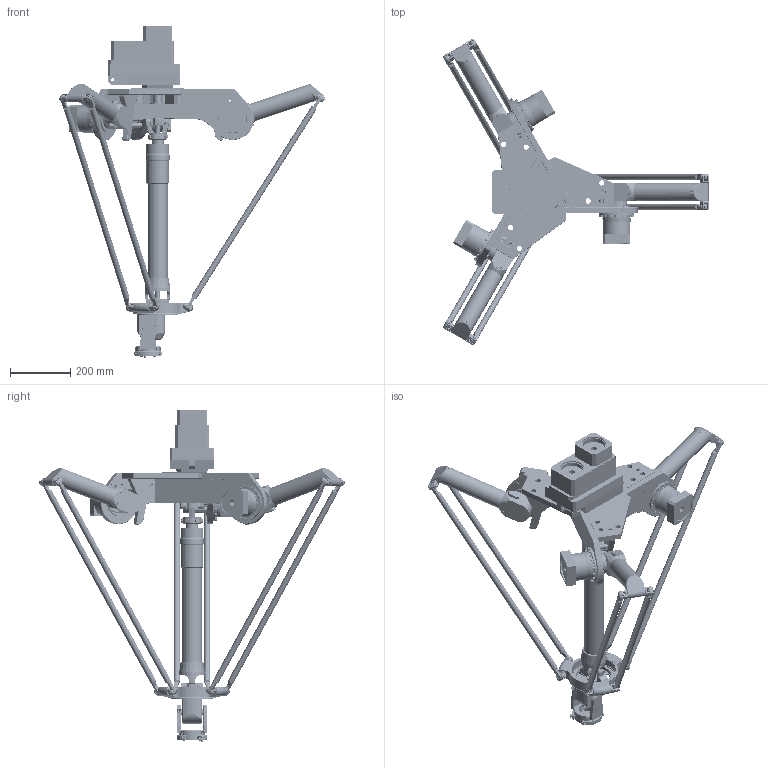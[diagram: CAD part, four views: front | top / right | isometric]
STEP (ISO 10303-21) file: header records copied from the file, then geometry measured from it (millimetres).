
FILE_DESCRIPTION(/* description */ (''),/* implementation_level */ '2;1');
FILE_NAME(/* name */ '3D-model_A_00819-ATS.stp',/* time_stamp */ '2022-02-18T14:39:43+01:00',/* author */ ('michael.schutter'),/* organization */ ('Majatronic'),/* preprocessor_version */ 'ST-DEVELOPER v16.5',/* originating_system */ 'Autodesk Inventor 2017',/* authorisation */ '');
FILE_SCHEMA (('AUTOMOTIVE_DESIGN { 1 0 10303 214 3 1 1 }'));
Products named in the file (17): MT_BGR00021596MT_BGR; MT_BGR00018537MT_BGR; MT_WST00057437MT_WST; MT_WST00057396MT_WST; MT_WST00065019MT_WST; MT_WST00054194MT_WST; MT_WST00060712MT_WST; MT_WST00045206MT_WST; MT_WST00058088MT_WST; MT_WST00106842; MT_WST00068453MT_WST; MT_WST00066325MT_WST; MT_WST00065017MT_WST; MT_WST00065726MT_WST; MT_WST00068454MT_WST; MT_WST00068449MT_WST; MT_WST00068450MT_WST
Assembly tree (33 placements, depth 3):
  MT_BGR00021596MT_BGR
    MT_BGR00018537MT_BGR
      MT_WST00057437MT_WST
      MT_WST00057396MT_WST  x3
    MT_WST00065019MT_WST
    MT_WST00054194MT_WST  x3
    MT_WST00060712MT_WST  x6
    MT_WST00045206MT_WST  x6
    MT_WST00058088MT_WST
    MT_WST00106842  x2
    MT_WST00068453MT_WST
    MT_WST00066325MT_WST
    MT_WST00065017MT_WST
    MT_WST00065726MT_WST
    MT_WST00068454MT_WST
    MT_WST00068449MT_WST  x2
    MT_WST00068450MT_WST  x2
Bounding box: 884.58 x 1018.15 x 1105.5 mm (x, y, z)
Volume: 20338611.6 mm3; surface area: 2135647.7 mm2
Topology: 34 solids, 49 shells, 4236 faces, 9723 edges, 6098 vertices
Faces by surface type: plane 2281, cylinder 1236, cone 402, torus 156, bspline 145, sphere 16
Full cylindrical faces by diameter (mm): 3 x2, 3.459 x12, 3.5 x2, 4 x15, 4.917 x11, 5 x50, 6 x77, 6.5 x4, 6.647 x3, 7 x12, 8 x38, 8.5 x98, 8.566 x4, 9 x4, 10 x50, 10.1 x2, 10.4 x2, 11 x9, 12 x24, 15 x8, 16 x28, 17.5 x9, 18 x32, 19 x5, 20 x30, 25 x1, 27 x2, 28 x1, 31.5 x3, 35 x3
Entity records: 87573 total; most frequent: CARTESIAN_POINT 24571, DIRECTION 12889, ORIENTED_EDGE 11824, EDGE_CURVE 5912, AXIS2_PLACEMENT_3D 4723, VERTEX_POINT 3981, EDGE_LOOP 3621, LINE 3443
